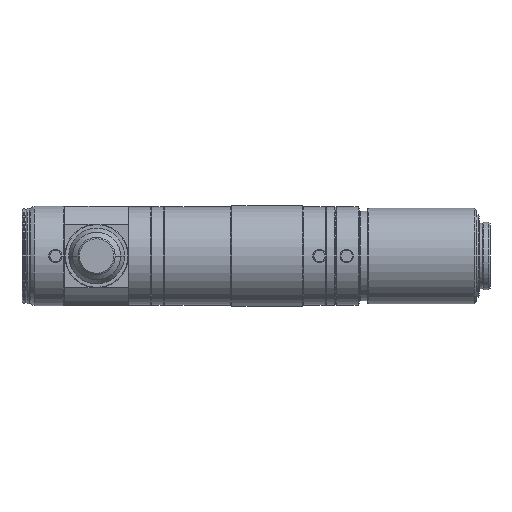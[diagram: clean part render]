
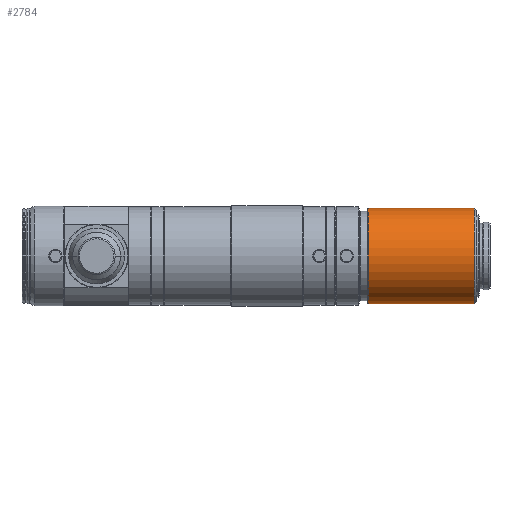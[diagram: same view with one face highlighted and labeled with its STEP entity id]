
A CAD part, front view. The second image highlights one B-rep face of the part: STEP entity #2784.
In plain terms, the highlighted cylindrical face has radius 18 mm (diameter 36 mm), a partial arc.
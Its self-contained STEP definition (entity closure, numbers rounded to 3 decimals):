
#201 = DIRECTION ( 'NONE',  ( -1., 0., 0. ) ) ;
#224 = DIRECTION ( 'NONE',  ( 0., 0., 1. ) ) ;
#781 = LINE ( 'NONE', #5619, #3914 ) ;
#817 = ORIENTED_EDGE ( 'NONE', *, *, #5594, .F. ) ;
#909 = VERTEX_POINT ( 'NONE', #986 ) ;
#986 = CARTESIAN_POINT ( 'NONE',  ( 130.524, 0., -18. ) ) ;
#1096 = AXIS2_PLACEMENT_3D ( 'NONE', #7064, #201, #224 ) ;
#1123 = ORIENTED_EDGE ( 'NONE', *, *, #5700, .T. ) ;
#1178 = EDGE_LOOP ( 'NONE', ( #817, #1672, #1123, #3368 ) ) ;
#1672 = ORIENTED_EDGE ( 'NONE', *, *, #6105, .T. ) ;
#1867 = DIRECTION ( 'NONE',  ( -1., 0., 0. ) ) ;
#2325 = AXIS2_PLACEMENT_3D ( 'NONE', #2358, #6723, #2977 ) ;
#2358 = CARTESIAN_POINT ( 'NONE',  ( 170.324, 0., 0. ) ) ;
#2501 = VECTOR ( 'NONE', #5483, 1000. ) ;
#2675 = VERTEX_POINT ( 'NONE', #3183 ) ;
#2784 = ADVANCED_FACE ( 'NONE', ( #3534 ), #6245, .T. ) ;
#2977 = DIRECTION ( 'NONE',  ( 0., 0., 1. ) ) ;
#3079 = CIRCLE ( 'NONE', #4256, 18. ) ;
#3183 = CARTESIAN_POINT ( 'NONE',  ( 170.324, 0., -18. ) ) ;
#3250 = DIRECTION ( 'NONE',  ( -1., 0., 0. ) ) ;
#3368 = ORIENTED_EDGE ( 'NONE', *, *, #7668, .F. ) ;
#3430 = VERTEX_POINT ( 'NONE', #4891 ) ;
#3534 = FACE_OUTER_BOUND ( 'NONE', #1178, .T. ) ;
#3904 = CIRCLE ( 'NONE', #2325, 18. ) ;
#3914 = VECTOR ( 'NONE', #1867, 1000. ) ;
#4175 = LINE ( 'NONE', #6730, #2501 ) ;
#4256 = AXIS2_PLACEMENT_3D ( 'NONE', #6991, #3250, #7621 ) ;
#4325 = CARTESIAN_POINT ( 'NONE',  ( 170.324, 0., 18. ) ) ;
#4891 = CARTESIAN_POINT ( 'NONE',  ( 130.524, 0., 18. ) ) ;
#5483 = DIRECTION ( 'NONE',  ( -1., 0., 0. ) ) ;
#5594 = EDGE_CURVE ( 'NONE', #2675, #909, #4175, .T. ) ;
#5619 = CARTESIAN_POINT ( 'NONE',  ( 8.061, 0., 18. ) ) ;
#5700 = EDGE_CURVE ( 'NONE', #7478, #3430, #781, .T. ) ;
#6105 = EDGE_CURVE ( 'NONE', #2675, #7478, #3904, .T. ) ;
#6245 = CYLINDRICAL_SURFACE ( 'NONE', #1096, 18. ) ;
#6723 = DIRECTION ( 'NONE',  ( -1., 0., 0. ) ) ;
#6730 = CARTESIAN_POINT ( 'NONE',  ( 8.061, 0., -18. ) ) ;
#6991 = CARTESIAN_POINT ( 'NONE',  ( 130.524, 0., 0. ) ) ;
#7064 = CARTESIAN_POINT ( 'NONE',  ( 8.061, 0., 0. ) ) ;
#7478 = VERTEX_POINT ( 'NONE', #4325 ) ;
#7621 = DIRECTION ( 'NONE',  ( 0., 0., 1. ) ) ;
#7668 = EDGE_CURVE ( 'NONE', #909, #3430, #3079, .T. ) ;
